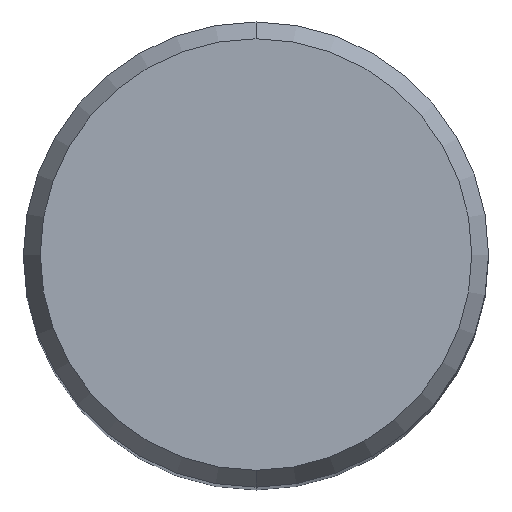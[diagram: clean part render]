
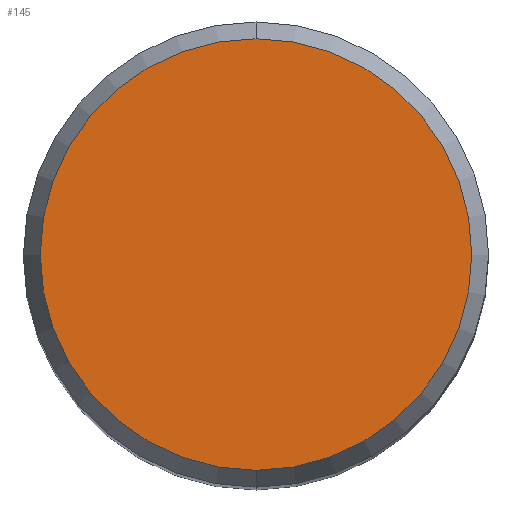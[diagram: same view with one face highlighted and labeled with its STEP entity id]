
A CAD part, top view. The second image highlights one B-rep face of the part: STEP entity #145.
In plain terms, the highlighted planar face has unit normal (0, 0, 1).
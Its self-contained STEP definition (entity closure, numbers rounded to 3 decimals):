
#119=VERTEX_POINT('',#272);
#131=EDGE_CURVE('',#119,#163,#285,.T.);
#145=ADVANCED_FACE('',(#300),#301,.T.);
#163=VERTEX_POINT('',#322);
#221=EDGE_CURVE('',#163,#119,#389,.T.);
#272=CARTESIAN_POINT('',(0.,-5.892,0.));
#285=CIRCLE('',#456,5.892);
#300=FACE_OUTER_BOUND('',#476,.T.);
#301=PLANE('',#477);
#322=CARTESIAN_POINT('',(0.0,5.892,0.));
#389=CIRCLE('',#588,5.892);
#456=AXIS2_PLACEMENT_3D('',#635,#636,#637);
#476=EDGE_LOOP('',(#657,#658));
#477=AXIS2_PLACEMENT_3D('',#659,#660,#661);
#588=AXIS2_PLACEMENT_3D('',#786,#787,#788);
#635=CARTESIAN_POINT('',(0.0,0.0,0.));
#636=DIRECTION('',(0.0,0.0,-1.0));
#637=DIRECTION('',(0.0,1.0,0.0));
#657=ORIENTED_EDGE('',*,*,#221,.F.);
#658=ORIENTED_EDGE('',*,*,#131,.F.);
#659=CARTESIAN_POINT('',(0.0,2.946,0.));
#660=DIRECTION('',(-0.0,0.0,1.0));
#661=DIRECTION('',(0.0,-1.0,0.0));
#786=CARTESIAN_POINT('',(0.0,0.0,0.));
#787=DIRECTION('',(0.0,0.0,-1.0));
#788=DIRECTION('',(0.0,1.0,0.0));
